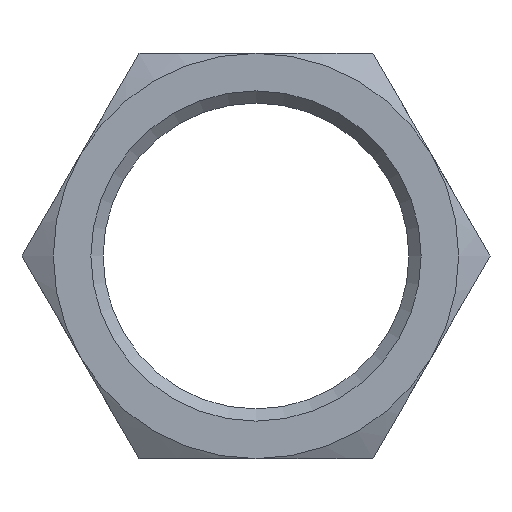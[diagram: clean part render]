
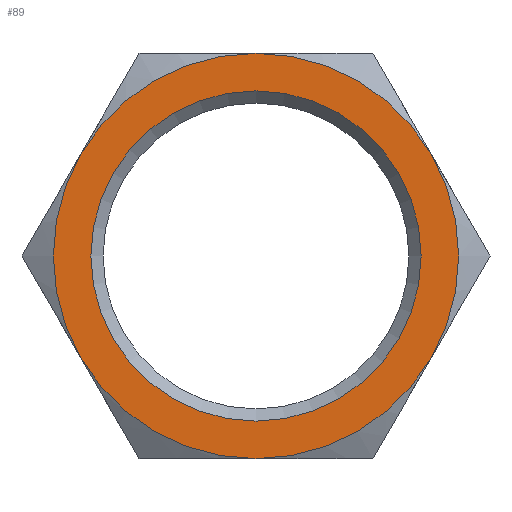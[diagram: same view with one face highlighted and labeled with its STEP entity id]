
A CAD part, left-side view. The second image highlights one B-rep face of the part: STEP entity #89.
In plain terms, the highlighted planar face has unit normal (-1, 0, 0).
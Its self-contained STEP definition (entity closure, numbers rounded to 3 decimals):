
#89 = ADVANCED_FACE( '', ( #176, #177 ), #178, .F. );
#176 = FACE_OUTER_BOUND( '', #257, .T. );
#177 = FACE_BOUND( '', #258, .T. );
#178 = PLANE( '', #259 );
#257 = EDGE_LOOP( '', ( #433, #434, #435, #436, #437, #438 ) );
#258 = EDGE_LOOP( '', ( #439 ) );
#259 = AXIS2_PLACEMENT_3D( '', #440, #441, #442 );
#433 = ORIENTED_EDGE( '', *, *, #512, .F. );
#434 = ORIENTED_EDGE( '', *, *, #472, .F. );
#435 = ORIENTED_EDGE( '', *, *, #450, .F. );
#436 = ORIENTED_EDGE( '', *, *, #492, .F. );
#437 = ORIENTED_EDGE( '', *, *, #510, .F. );
#438 = ORIENTED_EDGE( '', *, *, #514, .F. );
#439 = ORIENTED_EDGE( '', *, *, #516, .T. );
#440 = CARTESIAN_POINT( '', ( 0., 0., 0. ) );
#441 = DIRECTION( '', ( 1., 0., 0. ) );
#442 = DIRECTION( '', ( 0., 0., -1. ) );
#450 = EDGE_CURVE( '', #519, #520, #521, .T. );
#472 = EDGE_CURVE( '', #520, #557, #558, .T. );
#492 = EDGE_CURVE( '', #583, #519, #584, .T. );
#510 = EDGE_CURVE( '', #535, #583, #606, .T. );
#512 = EDGE_CURVE( '', #557, #589, #608, .T. );
#514 = EDGE_CURVE( '', #589, #535, #610, .T. );
#516 = EDGE_CURVE( '', #612, #612, #613, .T. );
#519 = VERTEX_POINT( '', #616 );
#520 = VERTEX_POINT( '', #617 );
#521 = CIRCLE( '', #618, 13.5 );
#535 = VERTEX_POINT( '', #656 );
#557 = VERTEX_POINT( '', #702 );
#558 = CIRCLE( '', #703, 13.5 );
#583 = VERTEX_POINT( '', #785 );
#584 = CIRCLE( '', #786, 13.5 );
#589 = VERTEX_POINT( '', #803 );
#606 = CIRCLE( '', #853, 13.5 );
#608 = CIRCLE( '', #855, 13.5 );
#610 = CIRCLE( '', #857, 13.5 );
#612 = VERTEX_POINT( '', #859 );
#613 = CIRCLE( '', #860, 11. );
#616 = CARTESIAN_POINT( '', ( 0., -11.691, -6.75 ) );
#617 = CARTESIAN_POINT( '', ( 0., 0., -13.5 ) );
#618 = AXIS2_PLACEMENT_3D( '', #862, #863, #864 );
#656 = CARTESIAN_POINT( '', ( 0., 0., 13.5 ) );
#702 = CARTESIAN_POINT( '', ( 0., 11.691, -6.75 ) );
#703 = AXIS2_PLACEMENT_3D( '', #888, #889, #890 );
#785 = CARTESIAN_POINT( '', ( 0., -11.691, 6.75 ) );
#786 = AXIS2_PLACEMENT_3D( '', #896, #897, #898 );
#803 = CARTESIAN_POINT( '', ( 0., 11.691, 6.75 ) );
#853 = AXIS2_PLACEMENT_3D( '', #904, #905, #906 );
#855 = AXIS2_PLACEMENT_3D( '', #907, #908, #909 );
#857 = AXIS2_PLACEMENT_3D( '', #910, #911, #912 );
#859 = CARTESIAN_POINT( '', ( 0., 0., -11. ) );
#860 = AXIS2_PLACEMENT_3D( '', #913, #914, #915 );
#862 = CARTESIAN_POINT( '', ( 0., 0., 0. ) );
#863 = DIRECTION( '', ( 1., 0., 0. ) );
#864 = DIRECTION( '', ( 0., 0., -1. ) );
#888 = CARTESIAN_POINT( '', ( 0., 0., 0. ) );
#889 = DIRECTION( '', ( 1., 0., 0. ) );
#890 = DIRECTION( '', ( 0., 0., -1. ) );
#896 = CARTESIAN_POINT( '', ( 0., 0., 0. ) );
#897 = DIRECTION( '', ( 1., 0., 0. ) );
#898 = DIRECTION( '', ( 0., 0., -1. ) );
#904 = CARTESIAN_POINT( '', ( 0., 0., 0. ) );
#905 = DIRECTION( '', ( 1., 0., 0. ) );
#906 = DIRECTION( '', ( 0., 0., -1. ) );
#907 = CARTESIAN_POINT( '', ( 0., 0., 0. ) );
#908 = DIRECTION( '', ( 1., 0., 0. ) );
#909 = DIRECTION( '', ( 0., 0., -1. ) );
#910 = CARTESIAN_POINT( '', ( 0., 0., 0. ) );
#911 = DIRECTION( '', ( 1., 0., 0. ) );
#912 = DIRECTION( '', ( 0., 0., -1. ) );
#913 = CARTESIAN_POINT( '', ( 0., 0., 0. ) );
#914 = DIRECTION( '', ( 1., 0., 0. ) );
#915 = DIRECTION( '', ( 0., 0., -1. ) );
